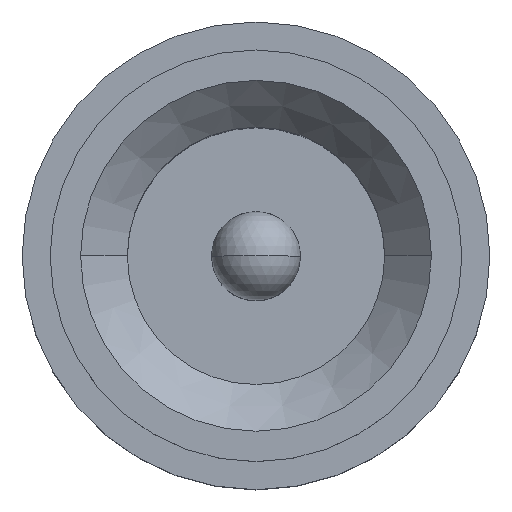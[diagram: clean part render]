
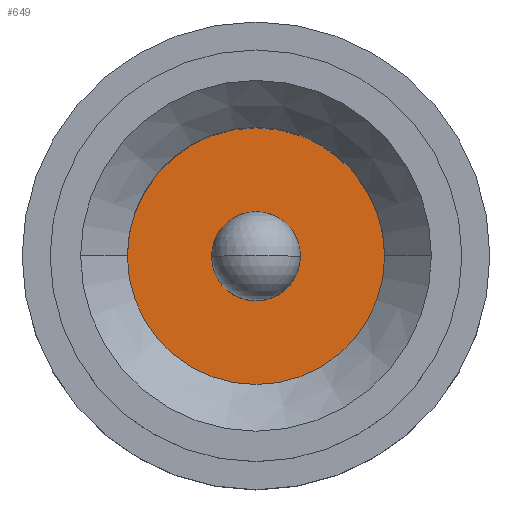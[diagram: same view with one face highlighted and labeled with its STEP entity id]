
A CAD part, top view. The second image highlights one B-rep face of the part: STEP entity #649.
In plain terms, the highlighted planar face has unit normal (0, 0, 1).
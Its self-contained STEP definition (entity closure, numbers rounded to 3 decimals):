
#5 = CARTESIAN_POINT ( 'NONE',  ( 0., 0., -5. ) ) ;
#74 = VERTEX_POINT ( 'NONE', #1534 ) ;
#121 = DIRECTION ( 'NONE',  ( 0., 0., 1. ) ) ;
#127 = FACE_OUTER_BOUND ( 'NONE', #523, .T. ) ;
#147 = CARTESIAN_POINT ( 'NONE',  ( 0., 0., -5. ) ) ;
#157 = VERTEX_POINT ( 'NONE', #827 ) ;
#237 = ORIENTED_EDGE ( 'NONE', *, *, #1218, .F. ) ;
#241 = CARTESIAN_POINT ( 'NONE',  ( -0.95, 0., -5. ) ) ;
#278 = EDGE_CURVE ( 'NONE', #157, #74, #572, .T. ) ;
#342 = DIRECTION ( 'NONE',  ( 1., 0., 0. ) ) ;
#375 = DIRECTION ( 'NONE',  ( 1., 0., 0. ) ) ;
#402 = ORIENTED_EDGE ( 'NONE', *, *, #278, .T. ) ;
#417 = DIRECTION ( 'NONE',  ( 1., 0., 0. ) ) ;
#423 = AXIS2_PLACEMENT_3D ( 'NONE', #5, #1540, #599 ) ;
#523 = EDGE_LOOP ( 'NONE', ( #402, #763 ) ) ;
#572 = CIRCLE ( 'NONE', #1308, 2.75 ) ;
#595 = DIRECTION ( 'NONE',  ( 1., 0., 0. ) ) ;
#599 = DIRECTION ( 'NONE',  ( 1., 0., 0. ) ) ;
#610 = CARTESIAN_POINT ( 'NONE',  ( 0., 0., -5. ) ) ;
#619 = VERTEX_POINT ( 'NONE', #1387 ) ;
#622 = EDGE_CURVE ( 'NONE', #74, #157, #1240, .T. ) ;
#649 = ADVANCED_FACE ( 'NONE', ( #1078, #127 ), #965, .T. ) ;
#687 = VERTEX_POINT ( 'NONE', #241 ) ;
#715 = AXIS2_PLACEMENT_3D ( 'NONE', #610, #121, #342 ) ;
#763 = ORIENTED_EDGE ( 'NONE', *, *, #622, .T. ) ;
#827 = CARTESIAN_POINT ( 'NONE',  ( 2.75, 0., -5. ) ) ;
#843 = AXIS2_PLACEMENT_3D ( 'NONE', #147, #1082, #595 ) ;
#861 = EDGE_LOOP ( 'NONE', ( #1362, #237 ) ) ;
#880 = DIRECTION ( 'NONE',  ( 0., 0., 1. ) ) ;
#890 = CARTESIAN_POINT ( 'NONE',  ( 0., 0., -5. ) ) ;
#965 = PLANE ( 'NONE',  #423 ) ;
#1078 = FACE_BOUND ( 'NONE', #861, .T. ) ;
#1082 = DIRECTION ( 'NONE',  ( 0., 0., 1. ) ) ;
#1188 = CIRCLE ( 'NONE', #843, 0.95 ) ;
#1190 = DIRECTION ( 'NONE',  ( 0., 0., 1. ) ) ;
#1197 = CARTESIAN_POINT ( 'NONE',  ( 0., 0., -5. ) ) ;
#1218 = EDGE_CURVE ( 'NONE', #619, #687, #1502, .T. ) ;
#1240 = CIRCLE ( 'NONE', #1268, 2.75 ) ;
#1261 = EDGE_CURVE ( 'NONE', #687, #619, #1188, .T. ) ;
#1268 = AXIS2_PLACEMENT_3D ( 'NONE', #1197, #1190, #375 ) ;
#1308 = AXIS2_PLACEMENT_3D ( 'NONE', #890, #880, #417 ) ;
#1362 = ORIENTED_EDGE ( 'NONE', *, *, #1261, .F. ) ;
#1387 = CARTESIAN_POINT ( 'NONE',  ( 0.95, 0., -5. ) ) ;
#1502 = CIRCLE ( 'NONE', #715, 0.95 ) ;
#1534 = CARTESIAN_POINT ( 'NONE',  ( -2.75, 0., -5. ) ) ;
#1540 = DIRECTION ( 'NONE',  ( 0., 0., 1. ) ) ;
